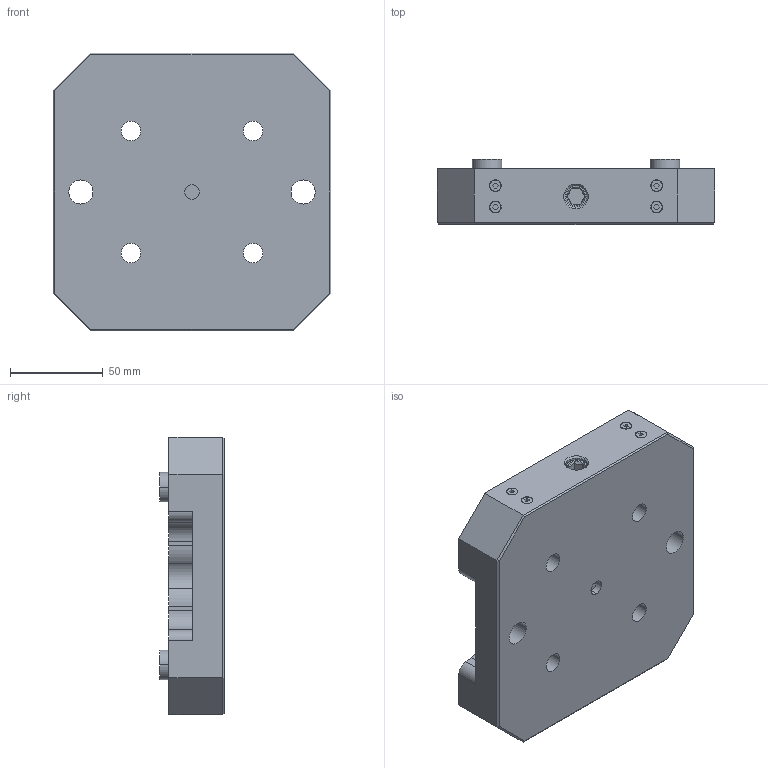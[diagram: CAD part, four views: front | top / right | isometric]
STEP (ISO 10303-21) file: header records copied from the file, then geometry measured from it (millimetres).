
FILE_DESCRIPTION((''),'2;1');
FILE_NAME('ASM0001_ASM','2022-03-05T',('Administrator'),(''),'PRO/ENGINEER BY PARAMETRIC TECHNOLOGY CORPORATION, 2009360','PRO/ENGINEER BY PARAMETRIC TECHNOLOGY CORPORATION, 2009360','');
FILE_SCHEMA(('CONFIG_CONTROL_DESIGN'));
Products named in the file (6): PRT0001; L96-30; 4Z-128_ASM_ASM_ASM_ASM_ASM_ASM; ASM0001_ASM_ASM; L96-6_ASM_ASM_ASM; ASM0001_ASM
Assembly tree (8 placements, depth 5):
  ASM0001_ASM
    L96-6_ASM_ASM_ASM
      ASM0001_ASM_ASM
        4Z-128_ASM_ASM_ASM_ASM_ASM_ASM
          PRT0001  x4
          L96-30
Bounding box: 150 x 35 x 150 mm (x, y, z)
Volume: 586575.1 mm3; surface area: 89618.2 mm2
Topology: 5 solids, 21 shells, 584 faces, 1470 edges, 966 vertices
Faces by surface type: cylinder 214, plane 206, cone 124, torus 40
Entity records: 13908 total; most frequent: CARTESIAN_POINT 2573, DIRECTION 2556, ORIENTED_EDGE 2212, EDGE_CURVE 1106, AXIS2_PLACEMENT_3D 1008, VERTEX_POINT 732, CIRCLE 544, VECTOR 540
